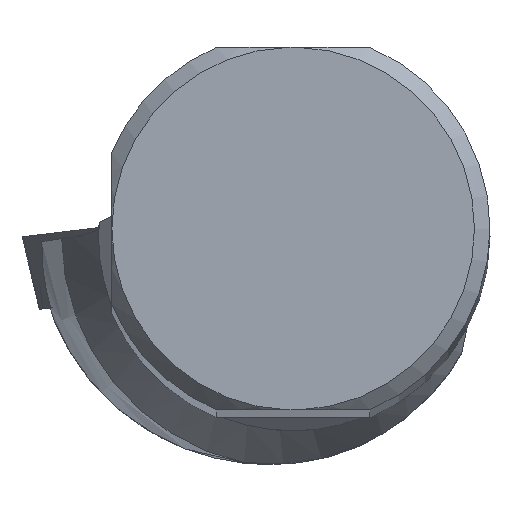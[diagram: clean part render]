
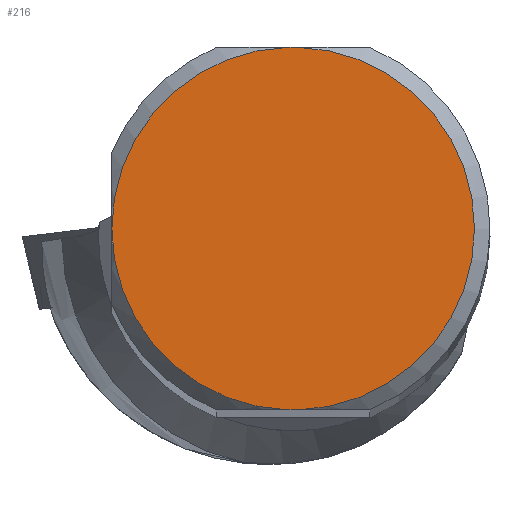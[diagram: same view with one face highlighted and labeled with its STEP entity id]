
A CAD part, top view. The second image highlights one B-rep face of the part: STEP entity #216.
In plain terms, the highlighted planar face has unit normal (0, 0, 1).
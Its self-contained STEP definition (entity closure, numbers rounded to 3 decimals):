
#175=FACE_OUTER_BOUND('',#400,.T.);
#216=ADVANCED_FACE('',(#175),#244,.T.);
#244=PLANE('',#989);
#285=LINE('',#1563,#330);
#286=LINE('',#1565,#331);
#330=VECTOR('',#1174,1.);
#331=VECTOR('',#1175,1.);
#400=EDGE_LOOP('',(#551,#552,#553,#554));
#551=ORIENTED_EDGE('',*,*,#805,.F.);
#552=ORIENTED_EDGE('',*,*,#800,.T.);
#553=ORIENTED_EDGE('',*,*,#806,.F.);
#554=ORIENTED_EDGE('',*,*,#807,.T.);
#706=VERTEX_POINT('',#1541);
#708=VERTEX_POINT('',#1548);
#709=VERTEX_POINT('',#1564);
#710=VERTEX_POINT('',#1566);
#800=EDGE_CURVE('',#706,#708,#856,.T.);
#805=EDGE_CURVE('',#706,#709,#285,.T.);
#806=EDGE_CURVE('',#710,#708,#286,.T.);
#807=EDGE_CURVE('',#710,#709,#857,.T.);
#856=CIRCLE('',#984,5.843);
#857=CIRCLE('',#988,5.843);
#984=AXIS2_PLACEMENT_3D('',#1549,#1164,#1165);
#988=AXIS2_PLACEMENT_3D('',#1567,#1176,#1177);
#989=AXIS2_PLACEMENT_3D('',#1568,#1178,#1179);
#1164=DIRECTION('',(0.,0.,1.));
#1165=DIRECTION('',(1.,0.,0.));
#1174=DIRECTION('',(-1.,0.,0.));
#1175=DIRECTION('',(1.,0.,0.));
#1176=DIRECTION('',(0.,0.,1.));
#1177=DIRECTION('',(1.,0.,0.));
#1178=DIRECTION('',(0.,0.,1.));
#1179=DIRECTION('',(1.,0.,0.));
#1541=CARTESIAN_POINT('',(0.171,-5.84,0.));
#1548=CARTESIAN_POINT('',(0.171,5.84,0.));
#1549=CARTESIAN_POINT('',(0.,0.,0.));
#1563=CARTESIAN_POINT('',(6.838,-5.84,0.));
#1564=CARTESIAN_POINT('',(-0.171,-5.84,0.));
#1565=CARTESIAN_POINT('',(-5.848,5.84,0.));
#1566=CARTESIAN_POINT('',(-0.171,5.84,0.));
#1567=CARTESIAN_POINT('',(0.,0.,0.));
#1568=CARTESIAN_POINT('',(0.,0.,
0.));
